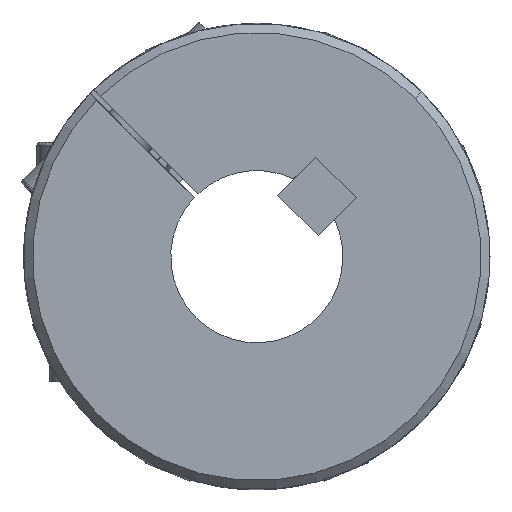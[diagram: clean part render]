
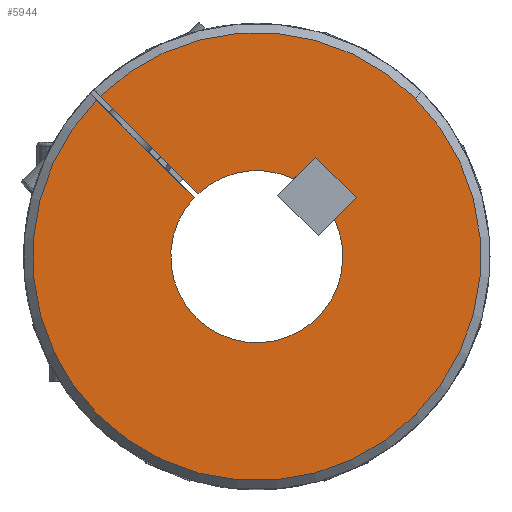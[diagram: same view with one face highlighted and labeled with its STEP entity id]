
A CAD part, front view. The second image highlights one B-rep face of the part: STEP entity #5944.
In plain terms, the highlighted face is planar.
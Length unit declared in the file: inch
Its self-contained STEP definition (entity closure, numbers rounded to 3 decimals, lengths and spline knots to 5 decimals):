
#19 = DIRECTION ( 'NONE',  ( 0., 0., 1. ) ) ;
#98 = VERTEX_POINT ( 'NONE', #6515 ) ;
#134 = LINE ( 'NONE', #7673, #7124 ) ;
#338 = EDGE_CURVE ( 'NONE', #2527, #6286, #4850, .T. ) ;
#399 = ORIENTED_EDGE ( 'NONE', *, *, #2130, .T. ) ;
#500 = ORIENTED_EDGE ( 'NONE', *, *, #5339, .F. ) ;
#516 = DIRECTION ( 'NONE',  ( 0., 0., 1. ) ) ;
#668 = DIRECTION ( 'NONE',  ( 0., 0., 1. ) ) ;
#675 = CIRCLE ( 'NONE', #5782, 0.47244 ) ;
#712 = VERTEX_POINT ( 'NONE', #8783 ) ;
#717 = AXIS2_PLACEMENT_3D ( 'NONE', #8800, #4755, #668 ) ;
#892 = DIRECTION ( 'NONE',  ( 0., 0., 1. ) ) ;
#994 = ORIENTED_EDGE ( 'NONE', *, *, #3065, .F. ) ;
#997 = DIRECTION ( 'NONE',  ( -1., 0., 0. ) ) ;
#1116 = VERTEX_POINT ( 'NONE', #2246 ) ;
#1404 = DIRECTION ( 'NONE',  ( 0., 1., 0. ) ) ;
#1613 = LINE ( 'NONE', #3027, #3435 ) ;
#1621 = FACE_OUTER_BOUND ( 'NONE', #4341, .T. ) ;
#1801 = ORIENTED_EDGE ( 'NONE', *, *, #338, .T. ) ;
#1946 = ORIENTED_EDGE ( 'NONE', *, *, #4770, .T. ) ;
#2036 = CARTESIAN_POINT ( 'NONE',  ( 0., 1.35, 0. ) ) ;
#2130 = EDGE_CURVE ( 'NONE', #6965, #1116, #134, .T. ) ;
#2155 = VECTOR ( 'NONE', #7721, 39.37008 ) ;
#2157 = EDGE_CURVE ( 'NONE', #4153, #98, #5372, .T. ) ;
#2194 = AXIS2_PLACEMENT_3D ( 'NONE', #2036, #6777, #2721 ) ;
#2246 = CARTESIAN_POINT ( 'NONE',  ( -0.4722, 1.35, -0.015 ) ) ;
#2297 = CARTESIAN_POINT ( 'NONE',  ( 0., 1.35, 0.015 ) ) ;
#2380 = CARTESIAN_POINT ( 'NONE',  ( 0.15748, 1.35, -0.61456 ) ) ;
#2527 = VERTEX_POINT ( 'NONE', #6653 ) ;
#2721 = DIRECTION ( 'NONE',  ( 0., 0., 1. ) ) ;
#2724 = DIRECTION ( 'NONE',  ( 0., 0., 1. ) ) ;
#2743 = DIRECTION ( 'NONE',  ( 0., 1., 0. ) ) ;
#2885 = AXIS2_PLACEMENT_3D ( 'NONE', #4285, #4974, #892 ) ;
#2969 = CARTESIAN_POINT ( 'NONE',  ( 0.15748, 1.35, -0.61456 ) ) ;
#2980 = DIRECTION ( 'NONE',  ( 1., 0., 0. ) ) ;
#3026 = CIRCLE ( 'NONE', #8107, 0.47244 ) ;
#3027 = CARTESIAN_POINT ( 'NONE',  ( 0.15748, 1.35, -0.61456 ) ) ;
#3065 = EDGE_CURVE ( 'NONE', #8227, #712, #1613, .T. ) ;
#3435 = VECTOR ( 'NONE', #997, 39.37008 ) ;
#3529 = ORIENTED_EDGE ( 'NONE', *, *, #2157, .F. ) ;
#3716 = CARTESIAN_POINT ( 'NONE',  ( -0.15748, 1.35, -0.44542 ) ) ;
#3957 = EDGE_CURVE ( 'NONE', #6039, #1116, #3026, .T. ) ;
#4095 = DIRECTION ( 'NONE',  ( 0., 1., 0. ) ) ;
#4153 = VERTEX_POINT ( 'NONE', #4856 ) ;
#4193 = CIRCLE ( 'NONE', #717, 1.23 ) ;
#4285 = CARTESIAN_POINT ( 'NONE',  ( 0., 1.35, 0. ) ) ;
#4341 = EDGE_LOOP ( 'NONE', ( #3529, #8258, #1801, #1946, #399, #7487, #5643, #994, #8041, #500, #7394 ) ) ;
#4599 = DIRECTION ( 'NONE',  ( 0., 1., 0. ) ) ;
#4755 = DIRECTION ( 'NONE',  ( 0., 1., 0. ) ) ;
#4770 = EDGE_CURVE ( 'NONE', #6286, #6965, #4193, .T. ) ;
#4850 = CIRCLE ( 'NONE', #8390, 1.23 ) ;
#4856 = CARTESIAN_POINT ( 'NONE',  ( -1.22991, 1.35, 0.015 ) ) ;
#4974 = DIRECTION ( 'NONE',  ( 0., 1., 0. ) ) ;
#5136 = VECTOR ( 'NONE', #2980, 39.37008 ) ;
#5339 = EDGE_CURVE ( 'NONE', #6849, #5866, #7024, .T. ) ;
#5372 = LINE ( 'NONE', #2297, #5136 ) ;
#5468 = CARTESIAN_POINT ( 'NONE',  ( 0., 1.35, 0. ) ) ;
#5643 = ORIENTED_EDGE ( 'NONE', *, *, #6454, .F. ) ;
#5771 = EDGE_CURVE ( 'NONE', #98, #6849, #675, .T. ) ;
#5782 = AXIS2_PLACEMENT_3D ( 'NONE', #5468, #1404, #6142 ) ;
#5866 = VERTEX_POINT ( 'NONE', #6916 ) ;
#5901 = CARTESIAN_POINT ( 'NONE',  ( 0., 1.35, -1.23 ) ) ;
#5944 = ADVANCED_FACE ( 'NONE', ( #1621 ), #8345, .T. ) ;
#6039 = VERTEX_POINT ( 'NONE', #3716 ) ;
#6142 = DIRECTION ( 'NONE',  ( 0., 0., 1. ) ) ;
#6259 = VECTOR ( 'NONE', #2724, 39.37008 ) ;
#6286 = VERTEX_POINT ( 'NONE', #5901 ) ;
#6454 = EDGE_CURVE ( 'NONE', #712, #6039, #8077, .T. ) ;
#6515 = CARTESIAN_POINT ( 'NONE',  ( -0.4722, 1.35, 0.015 ) ) ;
#6576 = AXIS2_PLACEMENT_3D ( 'NONE', #8153, #4095, #19 ) ;
#6653 = CARTESIAN_POINT ( 'NONE',  ( 0., 1.35, 1.23 ) ) ;
#6774 = CIRCLE ( 'NONE', #2194, 1.23 ) ;
#6777 = DIRECTION ( 'NONE',  ( 0., 1., 0. ) ) ;
#6779 = CARTESIAN_POINT ( 'NONE',  ( -0.15748, 1.35, -0.61456 ) ) ;
#6797 = CARTESIAN_POINT ( 'NONE',  ( 0., 1.35, 0. ) ) ;
#6849 = VERTEX_POINT ( 'NONE', #7240 ) ;
#6916 = CARTESIAN_POINT ( 'NONE',  ( 0.15748, 1.35, -0.44542 ) ) ;
#6965 = VERTEX_POINT ( 'NONE', #8116 ) ;
#6989 = DIRECTION ( 'NONE',  ( 1., 0., 0. ) ) ;
#7024 = CIRCLE ( 'NONE', #6576, 0.47244 ) ;
#7124 = VECTOR ( 'NONE', #6989, 39.37008 ) ;
#7240 = CARTESIAN_POINT ( 'NONE',  ( 0., 1.35, 0.47244 ) ) ;
#7394 = ORIENTED_EDGE ( 'NONE', *, *, #5771, .F. ) ;
#7461 = DIRECTION ( 'NONE',  ( 0., 0., 1. ) ) ;
#7487 = ORIENTED_EDGE ( 'NONE', *, *, #3957, .F. ) ;
#7556 = LINE ( 'NONE', #2969, #2155 ) ;
#7673 = CARTESIAN_POINT ( 'NONE',  ( 0., 1.35, -0.015 ) ) ;
#7721 = DIRECTION ( 'NONE',  ( 0., 0., -1. ) ) ;
#7895 = EDGE_CURVE ( 'NONE', #4153, #2527, #6774, .T. ) ;
#8041 = ORIENTED_EDGE ( 'NONE', *, *, #8202, .F. ) ;
#8077 = LINE ( 'NONE', #6779, #6259 ) ;
#8107 = AXIS2_PLACEMENT_3D ( 'NONE', #8656, #4599, #516 ) ;
#8116 = CARTESIAN_POINT ( 'NONE',  ( -1.22991, 1.35, -0.015 ) ) ;
#8153 = CARTESIAN_POINT ( 'NONE',  ( 0., 1.35, 0. ) ) ;
#8202 = EDGE_CURVE ( 'NONE', #5866, #8227, #7556, .T. ) ;
#8227 = VERTEX_POINT ( 'NONE', #2380 ) ;
#8258 = ORIENTED_EDGE ( 'NONE', *, *, #7895, .T. ) ;
#8345 = PLANE ( 'NONE',  #2885 ) ;
#8390 = AXIS2_PLACEMENT_3D ( 'NONE', #6797, #2743, #7461 ) ;
#8656 = CARTESIAN_POINT ( 'NONE',  ( 0., 1.35, 0. ) ) ;
#8783 = CARTESIAN_POINT ( 'NONE',  ( -0.15748, 1.35, -0.61456 ) ) ;
#8800 = CARTESIAN_POINT ( 'NONE',  ( 0., 1.35, 0. ) ) ;
